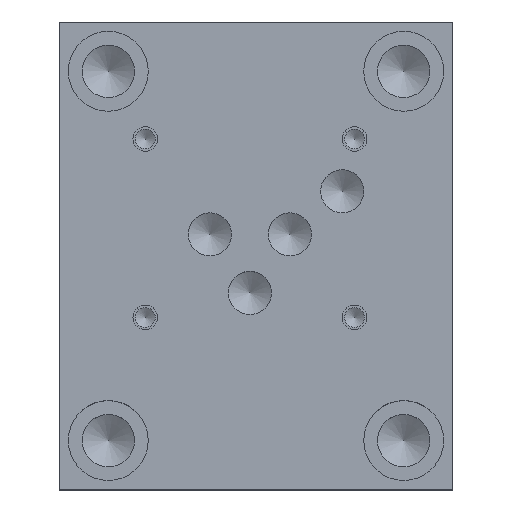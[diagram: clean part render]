
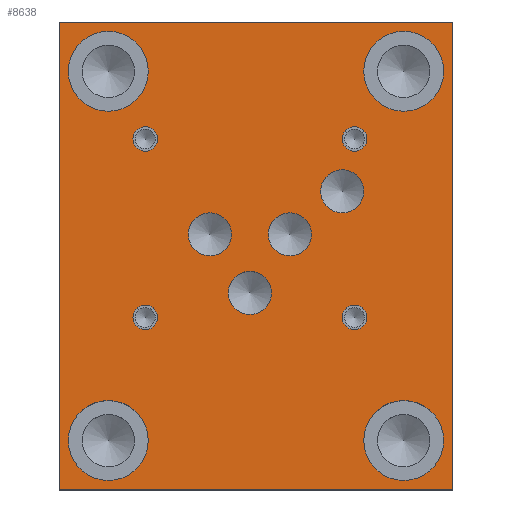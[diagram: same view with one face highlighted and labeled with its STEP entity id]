
A CAD part, top view. The second image highlights one B-rep face of the part: STEP entity #8638.
In plain terms, the highlighted planar face has unit normal (0, 0, 1).
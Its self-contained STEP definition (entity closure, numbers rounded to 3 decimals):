
#83=CIRCLE('',#8978,10.312);
#84=CIRCLE('',#8979,10.312);
#90=CIRCLE('',#8989,10.312);
#91=CIRCLE('',#8990,10.312);
#97=CIRCLE('',#9000,10.312);
#98=CIRCLE('',#9001,10.312);
#104=CIRCLE('',#9011,10.312);
#105=CIRCLE('',#9012,10.312);
#108=CIRCLE('',#9018,5.563);
#109=CIRCLE('',#9019,5.563);
#112=CIRCLE('',#9024,5.563);
#113=CIRCLE('',#9025,5.563);
#116=CIRCLE('',#9030,5.563);
#117=CIRCLE('',#9031,5.563);
#120=CIRCLE('',#9036,5.563);
#121=CIRCLE('',#9037,5.563);
#127=CIRCLE('',#9046,3.175);
#128=CIRCLE('',#9047,3.175);
#134=CIRCLE('',#9057,3.175);
#135=CIRCLE('',#9058,3.175);
#141=CIRCLE('',#9068,3.175);
#142=CIRCLE('',#9069,3.175);
#148=CIRCLE('',#9079,3.175);
#149=CIRCLE('',#9080,3.175);
#228=FACE_BOUND('',#1534,.T.);
#229=FACE_BOUND('',#1535,.T.);
#230=FACE_BOUND('',#1536,.T.);
#231=FACE_BOUND('',#1537,.T.);
#232=FACE_BOUND('',#1538,.T.);
#233=FACE_BOUND('',#1539,.T.);
#234=FACE_BOUND('',#1540,.T.);
#235=FACE_BOUND('',#1541,.T.);
#236=FACE_BOUND('',#1542,.T.);
#237=FACE_BOUND('',#1543,.T.);
#238=FACE_BOUND('',#1544,.T.);
#239=FACE_BOUND('',#1545,.T.);
#1048=FACE_OUTER_BOUND('',#1533,.T.);
#1533=EDGE_LOOP('',(#7530,#7531,#7532,#7533));
#1534=EDGE_LOOP('',(#7534,#7535));
#1535=EDGE_LOOP('',(#7536,#7537));
#1536=EDGE_LOOP('',(#7538,#7539));
#1537=EDGE_LOOP('',(#7540,#7541));
#1538=EDGE_LOOP('',(#7542,#7543));
#1539=EDGE_LOOP('',(#7544,#7545));
#1540=EDGE_LOOP('',(#7546,#7547));
#1541=EDGE_LOOP('',(#7548,#7549));
#1542=EDGE_LOOP('',(#7550,#7551));
#1543=EDGE_LOOP('',(#7552,#7553));
#1544=EDGE_LOOP('',(#7554,#7555));
#1545=EDGE_LOOP('',(#7556,#7557));
#1943=LINE('',#13498,#2770);
#2375=LINE('',#14783,#3202);
#2378=LINE('',#14789,#3205);
#2381=LINE('',#14793,#3208);
#2770=VECTOR('',#9686,10.);
#3202=VECTOR('',#10768,10.);
#3205=VECTOR('',#10773,10.);
#3208=VECTOR('',#10778,10.);
#3619=VERTEX_POINT('',#13495);
#3620=VERTEX_POINT('',#13497);
#3941=VERTEX_POINT('',#14566);
#3942=VERTEX_POINT('',#14567);
#3949=VERTEX_POINT('',#14588);
#3950=VERTEX_POINT('',#14589);
#3957=VERTEX_POINT('',#14610);
#3958=VERTEX_POINT('',#14611);
#3965=VERTEX_POINT('',#14632);
#3966=VERTEX_POINT('',#14633);
#3970=VERTEX_POINT('',#14647);
#3971=VERTEX_POINT('',#14648);
#3975=VERTEX_POINT('',#14660);
#3976=VERTEX_POINT('',#14661);
#3980=VERTEX_POINT('',#14673);
#3981=VERTEX_POINT('',#14674);
#3985=VERTEX_POINT('',#14686);
#3986=VERTEX_POINT('',#14687);
#3993=VERTEX_POINT('',#14706);
#3994=VERTEX_POINT('',#14707);
#4001=VERTEX_POINT('',#14728);
#4002=VERTEX_POINT('',#14729);
#4009=VERTEX_POINT('',#14750);
#4010=VERTEX_POINT('',#14751);
#4017=VERTEX_POINT('',#14772);
#4018=VERTEX_POINT('',#14773);
#4020=VERTEX_POINT('',#14782);
#4022=VERTEX_POINT('',#14788);
#4637=EDGE_CURVE('',#3620,#3619,#1943,.T.);
#5102=EDGE_CURVE('',#3941,#3942,#83,.T.);
#5103=EDGE_CURVE('',#3942,#3941,#84,.T.);
#5112=EDGE_CURVE('',#3949,#3950,#90,.T.);
#5113=EDGE_CURVE('',#3950,#3949,#91,.T.);
#5122=EDGE_CURVE('',#3957,#3958,#97,.T.);
#5123=EDGE_CURVE('',#3958,#3957,#98,.T.);
#5132=EDGE_CURVE('',#3965,#3966,#104,.T.);
#5133=EDGE_CURVE('',#3966,#3965,#105,.T.);
#5139=EDGE_CURVE('',#3970,#3971,#108,.T.);
#5140=EDGE_CURVE('',#3971,#3970,#109,.T.);
#5145=EDGE_CURVE('',#3975,#3976,#112,.T.);
#5146=EDGE_CURVE('',#3976,#3975,#113,.T.);
#5151=EDGE_CURVE('',#3980,#3981,#116,.T.);
#5152=EDGE_CURVE('',#3981,#3980,#117,.T.);
#5157=EDGE_CURVE('',#3985,#3986,#120,.T.);
#5158=EDGE_CURVE('',#3986,#3985,#121,.T.);
#5166=EDGE_CURVE('',#3993,#3994,#127,.T.);
#5167=EDGE_CURVE('',#3994,#3993,#128,.T.);
#5176=EDGE_CURVE('',#4001,#4002,#134,.T.);
#5177=EDGE_CURVE('',#4002,#4001,#135,.T.);
#5186=EDGE_CURVE('',#4009,#4010,#141,.T.);
#5187=EDGE_CURVE('',#4010,#4009,#142,.T.);
#5196=EDGE_CURVE('',#4017,#4018,#148,.T.);
#5197=EDGE_CURVE('',#4018,#4017,#149,.T.);
#5201=EDGE_CURVE('',#4020,#3620,#2375,.T.);
#5204=EDGE_CURVE('',#4022,#4020,#2378,.T.);
#5207=EDGE_CURVE('',#3619,#4022,#2381,.T.);
#7530=ORIENTED_EDGE('',*,*,#4637,.T.);
#7531=ORIENTED_EDGE('',*,*,#5207,.T.);
#7532=ORIENTED_EDGE('',*,*,#5204,.T.);
#7533=ORIENTED_EDGE('',*,*,#5201,.T.);
#7534=ORIENTED_EDGE('',*,*,#5102,.T.);
#7535=ORIENTED_EDGE('',*,*,#5103,.T.);
#7536=ORIENTED_EDGE('',*,*,#5112,.T.);
#7537=ORIENTED_EDGE('',*,*,#5113,.T.);
#7538=ORIENTED_EDGE('',*,*,#5122,.T.);
#7539=ORIENTED_EDGE('',*,*,#5123,.T.);
#7540=ORIENTED_EDGE('',*,*,#5132,.T.);
#7541=ORIENTED_EDGE('',*,*,#5133,.T.);
#7542=ORIENTED_EDGE('',*,*,#5139,.T.);
#7543=ORIENTED_EDGE('',*,*,#5140,.T.);
#7544=ORIENTED_EDGE('',*,*,#5145,.T.);
#7545=ORIENTED_EDGE('',*,*,#5146,.T.);
#7546=ORIENTED_EDGE('',*,*,#5151,.T.);
#7547=ORIENTED_EDGE('',*,*,#5152,.T.);
#7548=ORIENTED_EDGE('',*,*,#5157,.T.);
#7549=ORIENTED_EDGE('',*,*,#5158,.T.);
#7550=ORIENTED_EDGE('',*,*,#5166,.T.);
#7551=ORIENTED_EDGE('',*,*,#5167,.T.);
#7552=ORIENTED_EDGE('',*,*,#5176,.T.);
#7553=ORIENTED_EDGE('',*,*,#5177,.T.);
#7554=ORIENTED_EDGE('',*,*,#5186,.T.);
#7555=ORIENTED_EDGE('',*,*,#5187,.T.);
#7556=ORIENTED_EDGE('',*,*,#5196,.T.);
#7557=ORIENTED_EDGE('',*,*,#5197,.T.);
#7842=PLANE('',#9086);
#8638=ADVANCED_FACE('',(#1048,#228,#229,#230,#231,#232,#233,#234,#235,#236,
#237,#238,#239),#7842,.T.);
#8978=AXIS2_PLACEMENT_3D('',#14568,#10526,#10527);
#8979=AXIS2_PLACEMENT_3D('',#14569,#10528,#10529);
#8989=AXIS2_PLACEMENT_3D('',#14590,#10551,#10552);
#8990=AXIS2_PLACEMENT_3D('',#14591,#10553,#10554);
#9000=AXIS2_PLACEMENT_3D('',#14612,#10576,#10577);
#9001=AXIS2_PLACEMENT_3D('',#14613,#10578,#10579);
#9011=AXIS2_PLACEMENT_3D('',#14634,#10601,#10602);
#9012=AXIS2_PLACEMENT_3D('',#14635,#10603,#10604);
#9018=AXIS2_PLACEMENT_3D('',#14649,#10618,#10619);
#9019=AXIS2_PLACEMENT_3D('',#14650,#10620,#10621);
#9024=AXIS2_PLACEMENT_3D('',#14662,#10632,#10633);
#9025=AXIS2_PLACEMENT_3D('',#14663,#10634,#10635);
#9030=AXIS2_PLACEMENT_3D('',#14675,#10646,#10647);
#9031=AXIS2_PLACEMENT_3D('',#14676,#10648,#10649);
#9036=AXIS2_PLACEMENT_3D('',#14688,#10660,#10661);
#9037=AXIS2_PLACEMENT_3D('',#14689,#10662,#10663);
#9046=AXIS2_PLACEMENT_3D('',#14708,#10682,#10683);
#9047=AXIS2_PLACEMENT_3D('',#14709,#10684,#10685);
#9057=AXIS2_PLACEMENT_3D('',#14730,#10707,#10708);
#9058=AXIS2_PLACEMENT_3D('',#14731,#10709,#10710);
#9068=AXIS2_PLACEMENT_3D('',#14752,#10732,#10733);
#9069=AXIS2_PLACEMENT_3D('',#14753,#10734,#10735);
#9079=AXIS2_PLACEMENT_3D('',#14774,#10757,#10758);
#9080=AXIS2_PLACEMENT_3D('',#14775,#10759,#10760);
#9086=AXIS2_PLACEMENT_3D('',#14795,#10781,#10782);
#9686=DIRECTION('',(1.,0.,0.));
#10526=DIRECTION('center_axis',(0.,0.,-1.));
#10527=DIRECTION('ref_axis',(1.,0.,0.));
#10528=DIRECTION('center_axis',(0.,0.,-1.));
#10529=DIRECTION('ref_axis',(1.,0.,0.));
#10551=DIRECTION('center_axis',(0.,0.,-1.));
#10552=DIRECTION('ref_axis',(1.,0.,0.));
#10553=DIRECTION('center_axis',(0.,0.,-1.));
#10554=DIRECTION('ref_axis',(1.,0.,0.));
#10576=DIRECTION('center_axis',(0.,0.,-1.));
#10577=DIRECTION('ref_axis',(1.,0.,0.));
#10578=DIRECTION('center_axis',(0.,0.,-1.));
#10579=DIRECTION('ref_axis',(1.,0.,0.));
#10601=DIRECTION('center_axis',(0.,0.,-1.));
#10602=DIRECTION('ref_axis',(1.,0.,0.));
#10603=DIRECTION('center_axis',(0.,0.,-1.));
#10604=DIRECTION('ref_axis',(1.,0.,0.));
#10618=DIRECTION('center_axis',(0.,0.,-1.));
#10619=DIRECTION('ref_axis',(1.,0.,0.));
#10620=DIRECTION('center_axis',(0.,0.,-1.));
#10621=DIRECTION('ref_axis',(1.,0.,0.));
#10632=DIRECTION('center_axis',(0.,0.,-1.));
#10633=DIRECTION('ref_axis',(1.,0.,0.));
#10634=DIRECTION('center_axis',(0.,0.,-1.));
#10635=DIRECTION('ref_axis',(1.,0.,0.));
#10646=DIRECTION('center_axis',(0.,0.,-1.));
#10647=DIRECTION('ref_axis',(1.,0.,0.));
#10648=DIRECTION('center_axis',(0.,0.,-1.));
#10649=DIRECTION('ref_axis',(1.,0.,0.));
#10660=DIRECTION('center_axis',(0.,0.,-1.));
#10661=DIRECTION('ref_axis',(1.,0.,0.));
#10662=DIRECTION('center_axis',(0.,0.,-1.));
#10663=DIRECTION('ref_axis',(1.,0.,0.));
#10682=DIRECTION('center_axis',(0.,0.,-1.));
#10683=DIRECTION('ref_axis',(1.,0.,0.));
#10684=DIRECTION('center_axis',(0.,0.,-1.));
#10685=DIRECTION('ref_axis',(1.,0.,0.));
#10707=DIRECTION('center_axis',(0.,0.,-1.));
#10708=DIRECTION('ref_axis',(1.,0.,0.));
#10709=DIRECTION('center_axis',(0.,0.,-1.));
#10710=DIRECTION('ref_axis',(1.,0.,0.));
#10732=DIRECTION('center_axis',(0.,0.,-1.));
#10733=DIRECTION('ref_axis',(1.,0.,0.));
#10734=DIRECTION('center_axis',(0.,0.,-1.));
#10735=DIRECTION('ref_axis',(1.,0.,0.));
#10757=DIRECTION('center_axis',(0.,0.,-1.));
#10758=DIRECTION('ref_axis',(1.,0.,0.));
#10759=DIRECTION('center_axis',(0.,0.,-1.));
#10760=DIRECTION('ref_axis',(1.,0.,0.));
#10768=DIRECTION('',(0.,-1.,0.));
#10773=DIRECTION('',(-1.,0.,0.));
#10778=DIRECTION('',(0.,1.,0.));
#10781=DIRECTION('center_axis',(0.,0.,1.));
#10782=DIRECTION('ref_axis',(1.,0.,0.));
#13495=CARTESIAN_POINT('',(101.6,0.,38.1));
#13497=CARTESIAN_POINT('',(0.,0.,38.1));
#13498=CARTESIAN_POINT('',(0.,0.,38.1));
#14566=CARTESIAN_POINT('',(23.012,107.95,38.1));
#14567=CARTESIAN_POINT('',(2.388,107.95,38.1));
#14568=CARTESIAN_POINT('Origin',(12.7,107.95,38.1));
#14569=CARTESIAN_POINT('Origin',(12.7,107.95,38.1));
#14588=CARTESIAN_POINT('',(23.012,12.7,38.1));
#14589=CARTESIAN_POINT('',(2.388,12.7,38.1));
#14590=CARTESIAN_POINT('Origin',(12.7,12.7,38.1));
#14591=CARTESIAN_POINT('Origin',(12.7,12.7,38.1));
#14610=CARTESIAN_POINT('',(99.212,12.7,38.1));
#14611=CARTESIAN_POINT('',(78.588,12.7,38.1));
#14612=CARTESIAN_POINT('Origin',(88.9,12.7,38.1));
#14613=CARTESIAN_POINT('Origin',(88.9,12.7,38.1));
#14632=CARTESIAN_POINT('',(99.212,107.95,38.1));
#14633=CARTESIAN_POINT('',(78.588,107.95,38.1));
#14634=CARTESIAN_POINT('Origin',(88.9,107.95,38.1));
#14635=CARTESIAN_POINT('Origin',(88.9,107.95,38.1));
#14647=CARTESIAN_POINT('',(65.105,65.875,38.1));
#14648=CARTESIAN_POINT('',(53.98,65.875,38.1));
#14649=CARTESIAN_POINT('Origin',(59.543,65.875,38.1));
#14650=CARTESIAN_POINT('Origin',(59.543,65.875,38.1));
#14660=CARTESIAN_POINT('',(54.788,50.775,38.1));
#14661=CARTESIAN_POINT('',(43.663,50.775,38.1));
#14662=CARTESIAN_POINT('Origin',(49.225,50.775,38.1));
#14663=CARTESIAN_POINT('Origin',(49.225,50.775,38.1));
#14673=CARTESIAN_POINT('',(78.613,76.987,38.1));
#14674=CARTESIAN_POINT('',(67.488,76.987,38.1));
#14675=CARTESIAN_POINT('Origin',(73.05,76.987,38.1));
#14676=CARTESIAN_POINT('Origin',(73.05,76.987,38.1));
#14686=CARTESIAN_POINT('',(44.47,65.87,38.1));
#14687=CARTESIAN_POINT('',(33.345,65.87,38.1));
#14688=CARTESIAN_POINT('Origin',(38.908,65.87,38.1));
#14689=CARTESIAN_POINT('Origin',(38.908,65.87,38.1));
#14706=CARTESIAN_POINT('',(25.413,44.45,38.1));
#14707=CARTESIAN_POINT('',(19.063,44.45,38.1));
#14708=CARTESIAN_POINT('Origin',(22.238,44.45,38.1));
#14709=CARTESIAN_POINT('Origin',(22.238,44.45,38.1));
#14728=CARTESIAN_POINT('',(79.4,90.5,38.1));
#14729=CARTESIAN_POINT('',(73.05,90.5,38.1));
#14730=CARTESIAN_POINT('Origin',(76.225,90.5,38.1));
#14731=CARTESIAN_POINT('Origin',(76.225,90.5,38.1));
#14750=CARTESIAN_POINT('',(79.388,44.45,38.1));
#14751=CARTESIAN_POINT('',(73.038,44.45,38.1));
#14752=CARTESIAN_POINT('Origin',(76.213,44.45,38.1));
#14753=CARTESIAN_POINT('Origin',(76.213,44.45,38.1));
#14772=CARTESIAN_POINT('',(25.413,90.488,38.1));
#14773=CARTESIAN_POINT('',(19.063,90.488,38.1));
#14774=CARTESIAN_POINT('Origin',(22.238,90.488,38.1));
#14775=CARTESIAN_POINT('Origin',(22.238,90.488,38.1));
#14782=CARTESIAN_POINT('',(0.,120.65,38.1));
#14783=CARTESIAN_POINT('',(0.,120.65,38.1));
#14788=CARTESIAN_POINT('',(101.6,120.65,38.1));
#14789=CARTESIAN_POINT('',(101.6,120.65,38.1));
#14793=CARTESIAN_POINT('',(101.6,0.,38.1));
#14795=CARTESIAN_POINT('Origin',(50.8,60.325,38.1));
